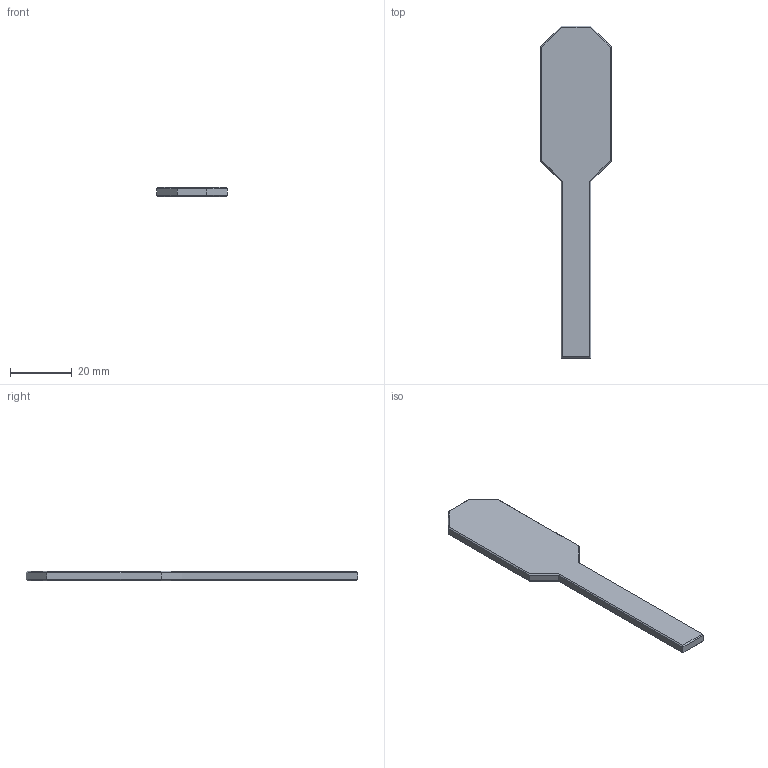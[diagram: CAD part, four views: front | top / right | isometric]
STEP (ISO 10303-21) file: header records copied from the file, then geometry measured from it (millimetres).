
FILE_DESCRIPTION(('FreeCAD Model'),'2;1');
FILE_NAME('Open CASCADE Shape Model','2024-05-24T19:48:50',(''),(''), 'Open CASCADE STEP processor 7.7','Ondsel','Unknown');
FILE_SCHEMA(('AUTOMOTIVE_DESIGN { 1 0 10303 214 1 1 1 1 }'));
Length unit declared in the file: millimetre
Products named in the file (2): Nozzle_Plug_Template; NPT-Body
Assembly tree (1 placements, depth 2):
  Nozzle_Plug_Template
    NPT-Body
Bounding box: 23 x 107.67 x 3 mm (x, y, z)
Volume: 4824.2 mm3; surface area: 3863.5 mm2
Topology: 1 solids, 1 shells, 32 faces, 70 edges, 40 vertices
Faces by surface type: plane 32
Entity records: 874 total; most frequent: CARTESIAN_POINT 144, ORIENTED_EDGE 140, DIRECTION 138, EDGE_CURVE 70, LINE 70, VECTOR 70, VERTEX_POINT 40, AXIS2_PLACEMENT_3D 34
